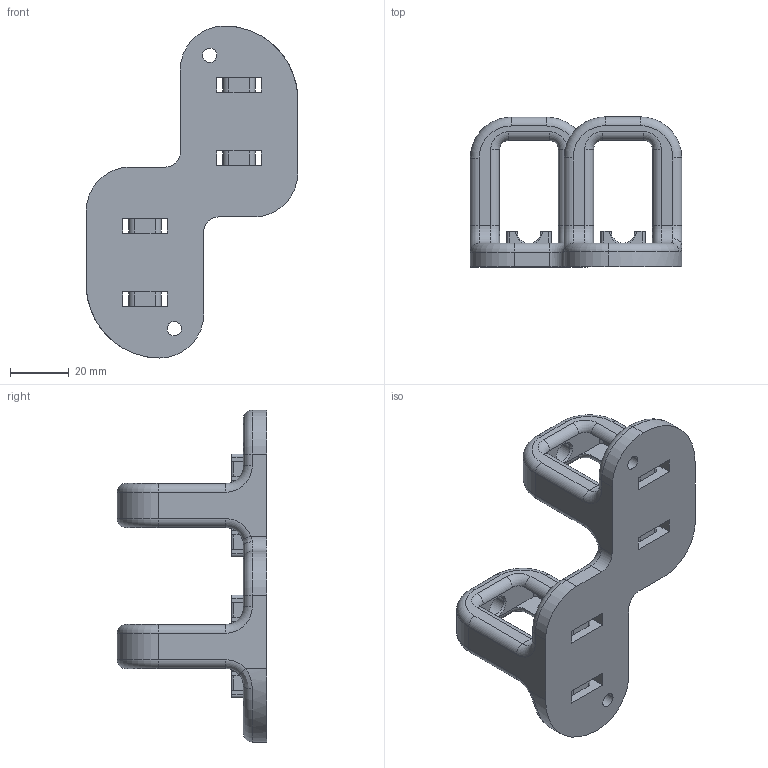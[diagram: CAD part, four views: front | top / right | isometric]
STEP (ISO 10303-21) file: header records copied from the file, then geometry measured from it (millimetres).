
FILE_DESCRIPTION((''),'2;1');
FILE_NAME('VALVE_DOUBLE_BASEPLATE_V3','2025-03-15T23:55:03',('weiss'),(''),'CREO PARAMETRIC BY PTC INC, 2022014','CREO PARAMETRIC BY PTC INC, 2022014','');
FILE_SCHEMA(('CONFIG_CONTROL_DESIGN'));
Length unit declared in the file: millimetre
Products named in the file (1): VALVE_DOUBLE_BASEPLATE_V3
Bounding box: 72 x 51 x 113 mm (x, y, z)
Volume: 51675.4 mm3; surface area: 24632.9 mm2
Topology: 1 solids, 1 shells, 280 faces, 768 edges, 478 vertices
Faces by surface type: plane 112, cylinder 100, torus 56, cone 8, bspline 4
Entity records: 9374 total; most frequent: CARTESIAN_POINT 2024, DIRECTION 1596, ORIENTED_EDGE 1536, EDGE_CURVE 768, AXIS2_PLACEMENT_3D 586, VERTEX_POINT 478, VECTOR 424, LINE 424
